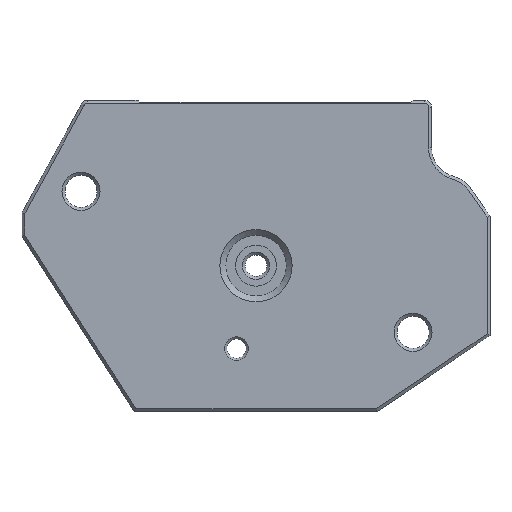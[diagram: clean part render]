
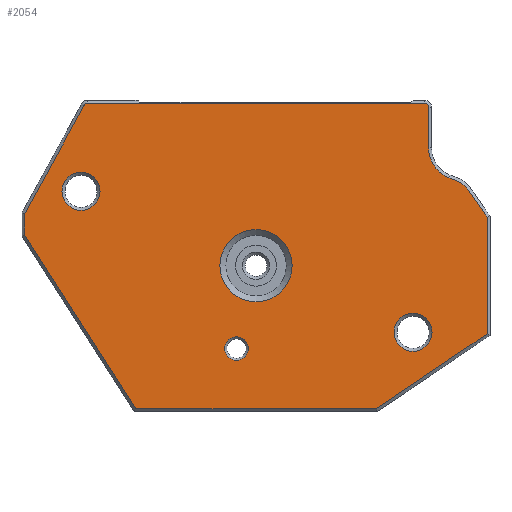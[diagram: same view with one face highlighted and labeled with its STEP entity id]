
A CAD part, top view. The second image highlights one B-rep face of the part: STEP entity #2054.
In plain terms, the highlighted planar face has unit normal (0, 0, 1).
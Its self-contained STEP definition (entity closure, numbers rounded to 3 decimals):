
#42=FACE_BOUND('',#361,.T.);
#43=FACE_BOUND('',#362,.T.);
#44=FACE_BOUND('',#363,.T.);
#45=FACE_BOUND('',#364,.T.);
#106=PLANE('',#2261);
#237=FACE_OUTER_BOUND('',#360,.T.);
#360=EDGE_LOOP('',(#1816,#1817,#1818,#1819,#1820,#1821,#1822,#1823,#1824,
#1825,#1826,#1827,#1828,#1829));
#361=EDGE_LOOP('',(#1830));
#362=EDGE_LOOP('',(#1831));
#363=EDGE_LOOP('',(#1832));
#364=EDGE_LOOP('',(#1833));
#552=LINE('',#3381,#760);
#557=LINE('',#3392,#765);
#559=LINE('',#3397,#767);
#562=LINE('',#3402,#770);
#564=LINE('',#3406,#772);
#565=LINE('',#3408,#773);
#568=LINE('',#3416,#776);
#569=LINE('',#3419,#777);
#570=LINE('',#3423,#778);
#571=LINE('',#3427,#779);
#760=VECTOR('',#2779,10.);
#765=VECTOR('',#2786,10.);
#767=VECTOR('',#2790,10.);
#770=VECTOR('',#2795,10.);
#772=VECTOR('',#2799,10.);
#773=VECTOR('',#2802,10.);
#776=VECTOR('',#2811,10.);
#777=VECTOR('',#2814,10.);
#778=VECTOR('',#2817,10.);
#779=VECTOR('',#2820,10.);
#809=CIRCLE('',#2095,1.2);
#818=CIRCLE('',#2117,3.702);
#857=CIRCLE('',#2235,1.95);
#859=CIRCLE('',#2238,1.95);
#865=CIRCLE('',#2259,0.4);
#866=CIRCLE('',#2262,2.454);
#867=CIRCLE('',#2263,3.3);
#868=CIRCLE('',#2264,0.4);
#875=VERTEX_POINT('',#2907);
#910=VERTEX_POINT('',#2998);
#1014=VERTEX_POINT('',#3330);
#1016=VERTEX_POINT('',#3336);
#1028=VERTEX_POINT('',#3379);
#1029=VERTEX_POINT('',#3380);
#1031=VERTEX_POINT('',#3390);
#1032=VERTEX_POINT('',#3394);
#1033=VERTEX_POINT('',#3396);
#1034=VERTEX_POINT('',#3400);
#1035=VERTEX_POINT('',#3404);
#1036=VERTEX_POINT('',#3410);
#1037=VERTEX_POINT('',#3414);
#1038=VERTEX_POINT('',#3418);
#1039=VERTEX_POINT('',#3420);
#1040=VERTEX_POINT('',#3422);
#1041=VERTEX_POINT('',#3424);
#1042=VERTEX_POINT('',#3426);
#1060=EDGE_CURVE('',#875,#875,#809,.T.);
#1102=EDGE_CURVE('',#910,#910,#818,.T.);
#1268=EDGE_CURVE('',#1014,#1014,#857,.T.);
#1271=EDGE_CURVE('',#1016,#1016,#859,.T.);
#1293=EDGE_CURVE('',#1028,#1029,#552,.T.);
#1299=EDGE_CURVE('',#1031,#1028,#557,.T.);
#1301=EDGE_CURVE('',#1032,#1033,#559,.T.);
#1304=EDGE_CURVE('',#1034,#1032,#562,.T.);
#1306=EDGE_CURVE('',#1035,#1034,#564,.T.);
#1307=EDGE_CURVE('',#1033,#1031,#565,.T.);
#1309=EDGE_CURVE('',#1029,#1036,#865,.T.);
#1311=EDGE_CURVE('',#1036,#1037,#568,.T.);
#1312=EDGE_CURVE('',#1038,#1035,#569,.T.);
#1313=EDGE_CURVE('',#1039,#1038,#866,.T.);
#1314=EDGE_CURVE('',#1040,#1039,#570,.T.);
#1315=EDGE_CURVE('',#1041,#1040,#867,.T.);
#1316=EDGE_CURVE('',#1042,#1041,#571,.T.);
#1317=EDGE_CURVE('',#1037,#1042,#868,.T.);
#1816=ORIENTED_EDGE('',*,*,#1312,.F.);
#1817=ORIENTED_EDGE('',*,*,#1313,.F.);
#1818=ORIENTED_EDGE('',*,*,#1314,.F.);
#1819=ORIENTED_EDGE('',*,*,#1315,.F.);
#1820=ORIENTED_EDGE('',*,*,#1316,.F.);
#1821=ORIENTED_EDGE('',*,*,#1317,.F.);
#1822=ORIENTED_EDGE('',*,*,#1311,.F.);
#1823=ORIENTED_EDGE('',*,*,#1309,.F.);
#1824=ORIENTED_EDGE('',*,*,#1293,.F.);
#1825=ORIENTED_EDGE('',*,*,#1299,.F.);
#1826=ORIENTED_EDGE('',*,*,#1307,.F.);
#1827=ORIENTED_EDGE('',*,*,#1301,.F.);
#1828=ORIENTED_EDGE('',*,*,#1304,.F.);
#1829=ORIENTED_EDGE('',*,*,#1306,.F.);
#1830=ORIENTED_EDGE('',*,*,#1268,.F.);
#1831=ORIENTED_EDGE('',*,*,#1060,.F.);
#1832=ORIENTED_EDGE('',*,*,#1102,.F.);
#1833=ORIENTED_EDGE('',*,*,#1271,.F.);
#2054=ADVANCED_FACE('',(#237,#42,#43,#44,#45),#106,.T.);
#2095=AXIS2_PLACEMENT_3D('',#2909,#2303,#2304);
#2117=AXIS2_PLACEMENT_3D('',#2999,#2380,#2381);
#2235=AXIS2_PLACEMENT_3D('',#3331,#2726,#2727);
#2238=AXIS2_PLACEMENT_3D('',#3337,#2733,#2734);
#2259=AXIS2_PLACEMENT_3D('',#3412,#2806,#2807);
#2261=AXIS2_PLACEMENT_3D('',#3417,#2812,#2813);
#2262=AXIS2_PLACEMENT_3D('',#3421,#2815,#2816);
#2263=AXIS2_PLACEMENT_3D('',#3425,#2818,#2819);
#2264=AXIS2_PLACEMENT_3D('',#3428,#2821,#2822);
#2303=DIRECTION('center_axis',(0.,0.,
1.));
#2304=DIRECTION('ref_axis',(1.,0.,0.));
#2380=DIRECTION('center_axis',(0.,0.,
1.));
#2381=DIRECTION('ref_axis',(0.,-1.,0.));
#2726=DIRECTION('center_axis',(0.,0.,
1.));
#2727=DIRECTION('ref_axis',(0.,1.,0.));
#2733=DIRECTION('center_axis',(0.,0.,
1.));
#2734=DIRECTION('ref_axis',(0.,1.,0.));
#2779=DIRECTION('',(0.481,0.877,0.));
#2786=DIRECTION('',(0.,1.,0.));
#2790=DIRECTION('',(-1.,0.,0.));
#2795=DIRECTION('',(-0.829,-0.56,0.));
#2799=DIRECTION('',(0.,-1.,0.));
#2802=DIRECTION('',(-0.539,0.842,0.));
#2806=DIRECTION('center_axis',(0.,0.,
-1.));
#2807=DIRECTION('ref_axis',(-0.707,0.707,0.));
#2811=DIRECTION('',(1.,0.,0.));
#2812=DIRECTION('center_axis',(0.,0.,
1.));
#2813=DIRECTION('ref_axis',(1.,0.,0.));
#2814=DIRECTION('',(0.572,-0.82,0.));
#2815=DIRECTION('center_axis',(0.,0.,
-1.));
#2816=DIRECTION('ref_axis',(0.611,0.792,0.));
#2817=DIRECTION('',(0.939,-0.345,0.));
#2818=DIRECTION('center_axis',(0.,0.,
1.));
#2819=DIRECTION('ref_axis',(-0.906,-0.423,0.));
#2820=DIRECTION('',(0.,-1.,0.));
#2821=DIRECTION('center_axis',(0.,0.,
-1.));
#2822=DIRECTION('ref_axis',(0.707,0.707,0.));
#2907=CARTESIAN_POINT('',(5.324,-29.79,92.134));
#2909=CARTESIAN_POINT('Origin',(6.524,-29.79,92.134));
#2998=CARTESIAN_POINT('',(8.524,-17.588,92.134));
#2999=CARTESIAN_POINT('Origin',(8.524,-21.29,92.134));
#3330=CARTESIAN_POINT('',(24.633,-30.075,92.134));
#3331=CARTESIAN_POINT('Origin',(24.633,-28.125,92.134));
#3336=CARTESIAN_POINT('',(-9.425,-15.618,92.134));
#3337=CARTESIAN_POINT('Origin',(-9.425,-13.668,92.134));
#3379=CARTESIAN_POINT('',(-15.176,-15.932,92.134));
#3380=CARTESIAN_POINT('',(-9.173,-4.991,92.134));
#3381=CARTESIAN_POINT('',(-10.466,-7.349,92.134));
#3390=CARTESIAN_POINT('',(-15.176,-18.177,92.134));
#3392=CARTESIAN_POINT('',(-15.176,-17.736,92.134));
#3394=CARTESIAN_POINT('',(20.878,-35.947,92.134));
#3396=CARTESIAN_POINT('',(-3.805,-35.947,92.134));
#3397=CARTESIAN_POINT('',(0.601,-35.947,92.134));
#3400=CARTESIAN_POINT('',(32.224,-28.284,92.134));
#3402=CARTESIAN_POINT('',(22.024,-35.173,92.134));
#3404=CARTESIAN_POINT('',(32.224,-16.301,92.134));
#3406=CARTESIAN_POINT('',(32.224,-21.651,92.134));
#3408=CARTESIAN_POINT('',(-8.773,-28.183,92.134));
#3410=CARTESIAN_POINT('',(-8.776,-4.64,92.134));
#3412=CARTESIAN_POINT('Origin',(-8.776,-5.04,92.134));
#3414=CARTESIAN_POINT('',(25.824,-4.64,92.134));
#3416=CARTESIAN_POINT('',(16.683,-4.64,92.134));
#3417=CARTESIAN_POINT('Origin',(7.541,-15.178,92.134));
#3418=CARTESIAN_POINT('',(30.241,-13.46,92.134));
#3419=CARTESIAN_POINT('',(27.313,-9.264,92.134));
#3420=CARTESIAN_POINT('',(29.076,-12.561,92.134));
#3421=CARTESIAN_POINT('Origin',(28.229,-14.864,92.134));
#3422=CARTESIAN_POINT('',(28.313,-12.28,92.134));
#3423=CARTESIAN_POINT('',(21.294,-9.699,92.134));
#3424=CARTESIAN_POINT('',(26.224,-9.211,92.134));
#3425=CARTESIAN_POINT('Origin',(29.524,-9.211,92.134));
#3426=CARTESIAN_POINT('',(26.224,-5.04,92.134));
#3427=CARTESIAN_POINT('',(26.224,-11.842,92.134));
#3428=CARTESIAN_POINT('Origin',(25.824,-5.04,92.134));
